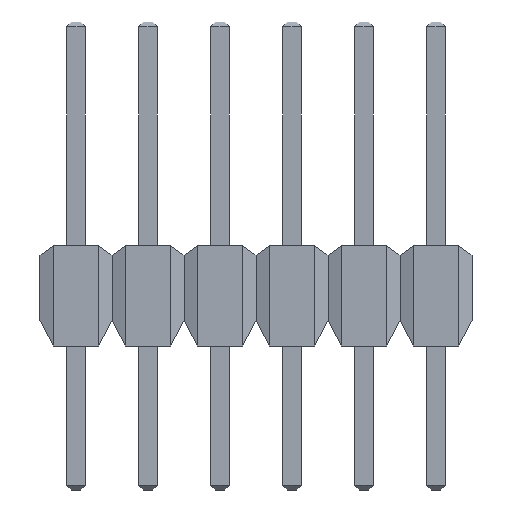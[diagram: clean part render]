
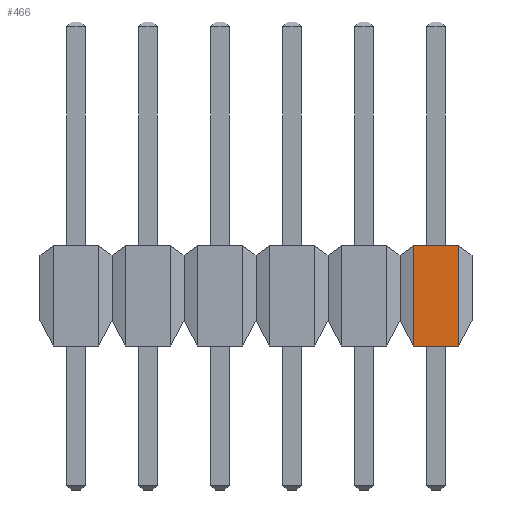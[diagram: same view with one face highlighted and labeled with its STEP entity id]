
A CAD part, front view. The second image highlights one B-rep face of the part: STEP entity #466.
In plain terms, the highlighted planar face has unit normal (0, -1, 0).
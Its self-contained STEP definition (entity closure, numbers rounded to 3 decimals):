
#105=CARTESIAN_POINT('',(13.5,-1.27,3.546));
#104=VERTEX_POINT('',#105);
#136=CARTESIAN_POINT('',(11.9,-1.27,3.546));
#135=VERTEX_POINT('',#136);
#132=EDGE_CURVE('',#104,#135,#137,.T.);
#137=LINE('',#105,#139);
#139=VECTOR('',#140,1.6);
#140=DIRECTION('',(-1.0,0.0,0.0));
#428=CARTESIAN_POINT('',(11.9,-1.27,0.0));
#427=VERTEX_POINT('',#428);
#436=EDGE_CURVE('',#135,#427,#441,.T.);
#441=LINE('',#136,#443);
#443=VECTOR('',#444,3.546);
#444=DIRECTION('',(0.0,0.0,-1.0));
#466=ADVANCED_FACE('',(#472),#467,.T.);
#467=PLANE('',#468);
#468=AXIS2_PLACEMENT_3D('',#469,#470,#471);
#469=CARTESIAN_POINT('',(11.9,-1.27,0.0));
#470=DIRECTION('',(0.0,-1.0,0.0));
#471=DIRECTION('',(0.,0.,1.));
#472=FACE_OUTER_BOUND('',#473,.T.);
#473=EDGE_LOOP('',(#474,#484,#494,#504));
#477=CARTESIAN_POINT('',(13.5,-1.27,0.0));
#476=VERTEX_POINT('',#477);
#475=EDGE_CURVE('',#476,#427,#480,.T.);
#480=LINE('',#477,#482);
#482=VECTOR('',#483,1.6);
#483=DIRECTION('',(-1.0,0.0,0.0));
#474=ORIENTED_EDGE('',*,*,#475,.F.);
#485=EDGE_CURVE('',#104,#476,#490,.T.);
#490=LINE('',#105,#492);
#492=VECTOR('',#493,3.546);
#493=DIRECTION('',(0.0,0.0,-1.0));
#484=ORIENTED_EDGE('',*,*,#485,.F.);
#494=ORIENTED_EDGE('',*,*,#132,.T.);
#504=ORIENTED_EDGE('',*,*,#436,.T.);
